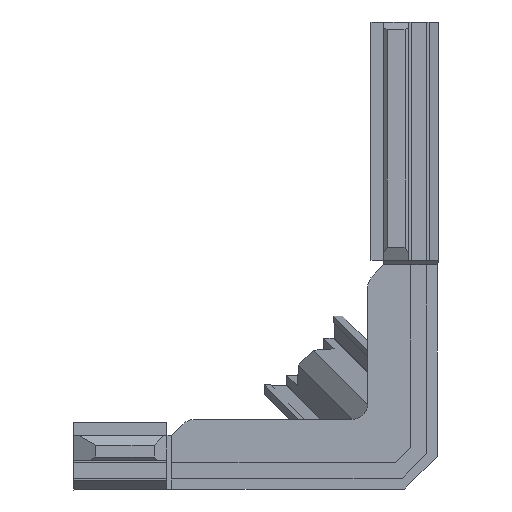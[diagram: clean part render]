
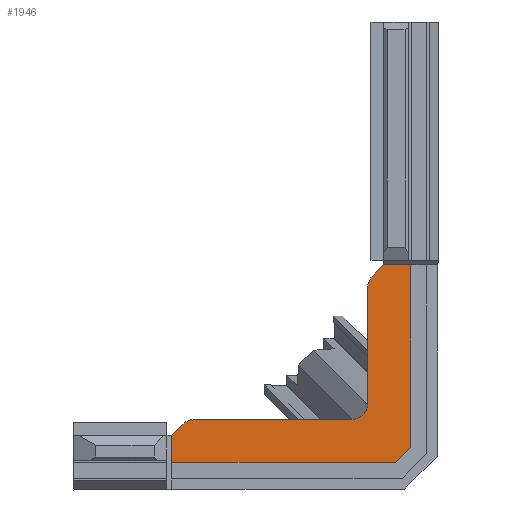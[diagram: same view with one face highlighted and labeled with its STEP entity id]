
A CAD part, front view. The second image highlights one B-rep face of the part: STEP entity #1946.
In plain terms, the highlighted planar face has unit normal (0, -1, 0).
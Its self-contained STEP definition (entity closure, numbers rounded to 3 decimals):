
#19=CIRCLE('',#1966,5.);
#21=CIRCLE('',#1969,5.);
#22=CIRCLE('',#1971,5.);
#130=FACE_OUTER_BOUND('',#233,.T.);
#233=EDGE_LOOP('',(#1726,#1727,#1728,#1729,#1730,#1731,#1732,#1733,#1734,
#1735,#1736,#1737));
#286=LINE('',#2668,#547);
#290=LINE('',#2675,#551);
#309=LINE('',#2714,#570);
#311=LINE('',#2718,#572);
#313=LINE('',#2722,#574);
#319=LINE('',#2731,#580);
#320=LINE('',#2733,#581);
#431=LINE('',#2972,#692);
#436=LINE('',#2980,#697);
#547=VECTOR('',#2155,1000.);
#551=VECTOR('',#2161,1000.);
#570=VECTOR('',#2192,1000.);
#572=VECTOR('',#2196,1000.);
#574=VECTOR('',#2200,1000.);
#580=VECTOR('',#2212,1000.);
#581=VECTOR('',#2215,1000.);
#692=VECTOR('',#2404,1000.);
#697=VECTOR('',#2411,1000.);
#797=VERTEX_POINT('',#2643);
#798=VERTEX_POINT('',#2645);
#801=VERTEX_POINT('',#2652);
#802=VERTEX_POINT('',#2654);
#803=VERTEX_POINT('',#2658);
#804=VERTEX_POINT('',#2659);
#807=VERTEX_POINT('',#2667);
#809=VERTEX_POINT('',#2674);
#822=VERTEX_POINT('',#2709);
#823=VERTEX_POINT('',#2713);
#824=VERTEX_POINT('',#2717);
#825=VERTEX_POINT('',#2721);
#982=EDGE_CURVE('',#798,#797,#19,.T.);
#986=EDGE_CURVE('',#802,#801,#21,.T.);
#988=EDGE_CURVE('',#803,#804,#22,.T.);
#992=EDGE_CURVE('',#801,#807,#286,.T.);
#996=EDGE_CURVE('',#809,#803,#290,.T.);
#1015=EDGE_CURVE('',#822,#823,#309,.T.);
#1017=EDGE_CURVE('',#823,#824,#311,.T.);
#1019=EDGE_CURVE('',#825,#824,#313,.T.);
#1025=EDGE_CURVE('',#798,#804,#319,.T.);
#1026=EDGE_CURVE('',#802,#797,#320,.T.);
#1140=EDGE_CURVE('',#822,#809,#431,.T.);
#1145=EDGE_CURVE('',#807,#825,#436,.T.);
#1726=ORIENTED_EDGE('',*,*,#996,.T.);
#1727=ORIENTED_EDGE('',*,*,#988,.T.);
#1728=ORIENTED_EDGE('',*,*,#1025,.F.);
#1729=ORIENTED_EDGE('',*,*,#982,.T.);
#1730=ORIENTED_EDGE('',*,*,#1026,.F.);
#1731=ORIENTED_EDGE('',*,*,#986,.T.);
#1732=ORIENTED_EDGE('',*,*,#992,.T.);
#1733=ORIENTED_EDGE('',*,*,#1145,.T.);
#1734=ORIENTED_EDGE('',*,*,#1019,.T.);
#1735=ORIENTED_EDGE('',*,*,#1017,.F.);
#1736=ORIENTED_EDGE('',*,*,#1015,.F.);
#1737=ORIENTED_EDGE('',*,*,#1140,.T.);
#1849=PLANE('',#2060);
#1946=ADVANCED_FACE('',(#130),#1849,.F.);
#1966=AXIS2_PLACEMENT_3D('',#2646,#2134,#2135);
#1969=AXIS2_PLACEMENT_3D('',#2655,#2142,#2143);
#1971=AXIS2_PLACEMENT_3D('',#2660,#2147,#2148);
#2060=AXIS2_PLACEMENT_3D('',#3096,#2538,#2539);
#2134=DIRECTION('center_axis',(0.,1.,0.));
#2135=DIRECTION('ref_axis',(-1.,0.,0.));
#2142=DIRECTION('center_axis',(0.,-1.,0.));
#2143=DIRECTION('ref_axis',(-1.,0.,0.));
#2147=DIRECTION('center_axis',(0.,-1.,0.));
#2148=DIRECTION('ref_axis',(-1.,0.,0.));
#2155=DIRECTION('',(-0.707,0.,-0.707));
#2161=DIRECTION('',(-0.707,0.,-0.707));
#2192=DIRECTION('',(0.,0.,-1.));
#2196=DIRECTION('',(-0.707,0.,-0.707));
#2200=DIRECTION('',(1.,0.,0.));
#2212=DIRECTION('',(0.,0.,1.));
#2215=DIRECTION('',(1.,0.,0.));
#2404=DIRECTION('',(-1.,0.,0.));
#2411=DIRECTION('',(0.,0.,-1.));
#2538=DIRECTION('center_axis',(0.,1.,0.));
#2539=DIRECTION('ref_axis',(-1.,0.,0.));
#2643=CARTESIAN_POINT('',(221.099,496.1,-524.206));
#2645=CARTESIAN_POINT('',(226.099,496.1,-519.206));
#2646=CARTESIAN_POINT('Origin',(221.099,496.1,-519.206));
#2652=CARTESIAN_POINT('',(168.036,496.1,-525.67));
#2654=CARTESIAN_POINT('',(171.572,496.1,-524.206));
#2655=CARTESIAN_POINT('Origin',(171.572,496.1,-529.206));
#2658=CARTESIAN_POINT('',(227.563,496.1,-479.143));
#2659=CARTESIAN_POINT('',(226.099,496.1,-482.679));
#2660=CARTESIAN_POINT('Origin',(231.099,496.1,-482.679));
#2667=CARTESIAN_POINT('',(164.501,496.1,-529.206));
#2668=CARTESIAN_POINT('',(169.501,496.1,-524.206));
#2674=CARTESIAN_POINT('',(231.099,496.1,-475.608));
#2675=CARTESIAN_POINT('',(231.099,496.1,-475.608));
#2709=CARTESIAN_POINT('',(239.595,496.1,-475.608));
#2713=CARTESIAN_POINT('',(239.595,496.1,-532.942));
#2714=CARTESIAN_POINT('',(239.595,496.1,-475.608));
#2717=CARTESIAN_POINT('',(234.835,496.1,-537.703));
#2718=CARTESIAN_POINT('',(239.595,496.1,-532.942));
#2721=CARTESIAN_POINT('',(164.501,496.1,-537.703));
#2722=CARTESIAN_POINT('',(164.501,496.1,-537.703));
#2731=CARTESIAN_POINT('',(226.099,496.1,-524.206));
#2733=CARTESIAN_POINT('',(164.501,496.1,-524.206));
#2972=CARTESIAN_POINT('',(231.099,496.1,-475.608));
#2980=CARTESIAN_POINT('',(164.501,496.1,-546.062));
#3096=CARTESIAN_POINT('Origin',(-50.499,496.1,-251.608));
